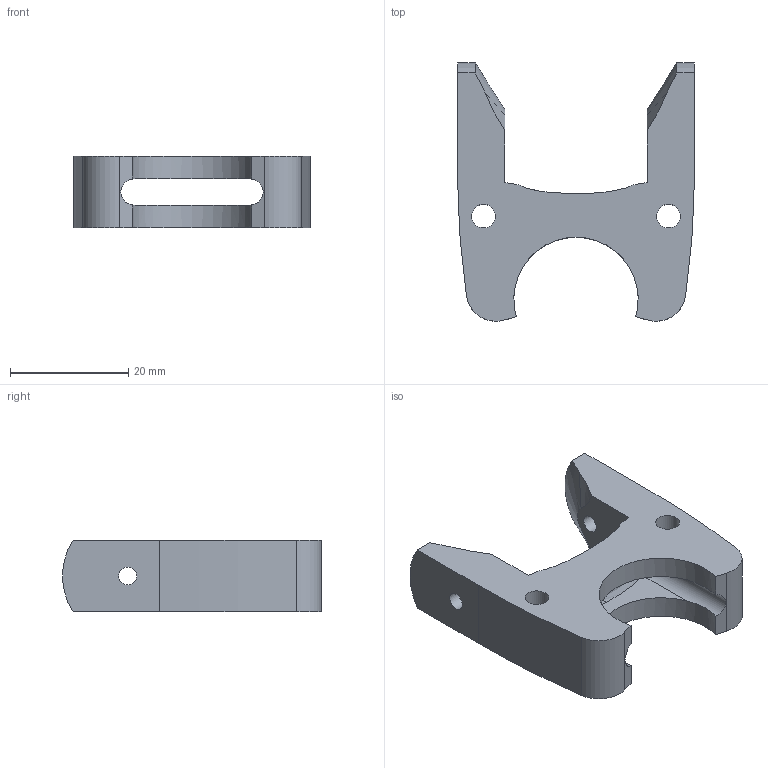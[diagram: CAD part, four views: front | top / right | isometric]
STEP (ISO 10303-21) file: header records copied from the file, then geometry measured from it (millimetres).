
FILE_DESCRIPTION(/* description */ ('STEP AP214'),/* implementation_level */ '2;1');
FILE_NAME(/* name */ '683c51a24258294a187f4279',/* time_stamp */ '2025-06-01T13:12:03Z',/* author */ (''),/* organization */ (''),/* preprocessor_version */ 'ST-DEVELOPER v20',/* originating_system */ 'ONSHAPE BY PTC INC, 1.198',/* authorisation */ ' ');
FILE_SCHEMA (('AUTOMOTIVE_DESIGN {1 0 10303 214 3 1 1}'));
Length unit declared in the file: metre
Products named in the file (1): Part 114
Bounding box: 40 x 43.64 x 12 mm (x, y, z)
Volume: 8778.1 mm3; surface area: 4949.2 mm2
Topology: 1 solids, 1 shells, 54 faces, 156 edges, 98 vertices
Faces by surface type: bspline 22, cylinder 16, plane 10, sphere 4, cone 2
Full cylindrical faces by diameter (mm): 3 x2, 4 x2
Entity records: 2048 total; most frequent: CARTESIAN_POINT 811, ORIENTED_EDGE 288, DIRECTION 196, EDGE_CURVE 144, VERTEX_POINT 94, AXIS2_PLACEMENT_3D 83, EDGE_LOOP 66, FACE_BOUND 66
